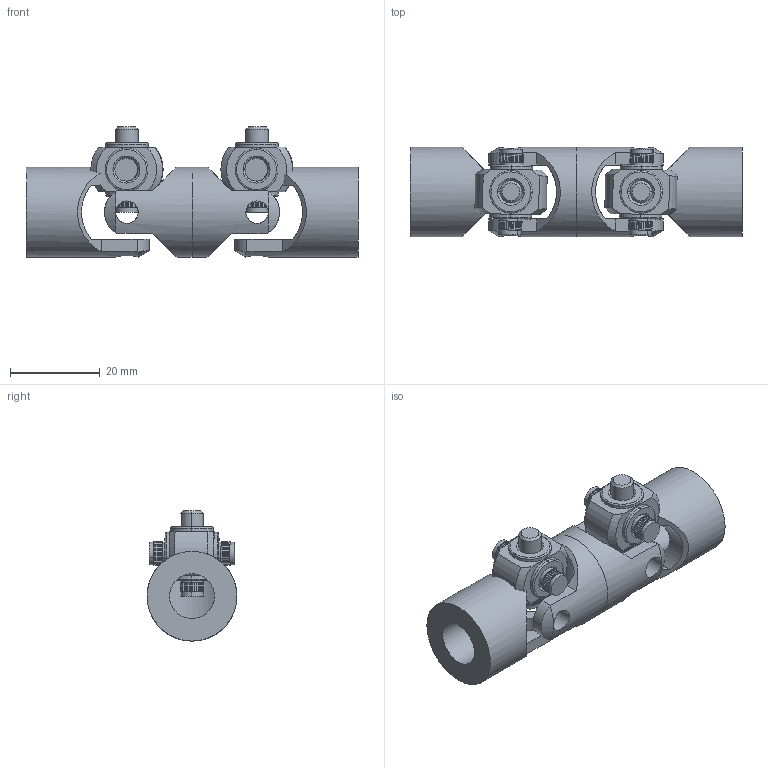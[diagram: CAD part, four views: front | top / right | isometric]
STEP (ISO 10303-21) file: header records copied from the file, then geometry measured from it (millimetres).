
FILE_DESCRIPTION(/* description */ ('Alibre Inc.'),/* implementation_level */ '2;1');
FILE_NAME(/* name */ 'export0',/* time_stamp */ '2012-08-13T16:27:41+02:00',/* author */ (''),/* organization */ (''),/* preprocessor_version */ 'ST-DEVELOPER v12',/* originating_system */ 'Alibre',/* authorisation */ '');
FILE_SCHEMA (('CONFIG_CONTROL_DESIGN'));
Length unit declared in the file: centimetre
Products named in the file (5): ID_1
Bounding box: 74 x 20 x 29 mm (x, y, z)
Volume: 16470.8 mm3; surface area: 11288.5 mm2
Topology: 12 solids, 12 shells, 930 faces, 2316 edges, 1406 vertices
Faces by surface type: plane 604, cylinder 266, cone 44, torus 16
Full cylindrical faces by diameter (mm): 5 x8, 10 x2, 20 x4
Entity records: 15070 total; most frequent: CARTESIAN_POINT 3220, ORIENTED_EDGE 2382, DIRECTION 2249, EDGE_CURVE 1191, AXIS2_PLACEMENT_3D 959, VERTEX_POINT 729, VECTOR 644, LINE 644
